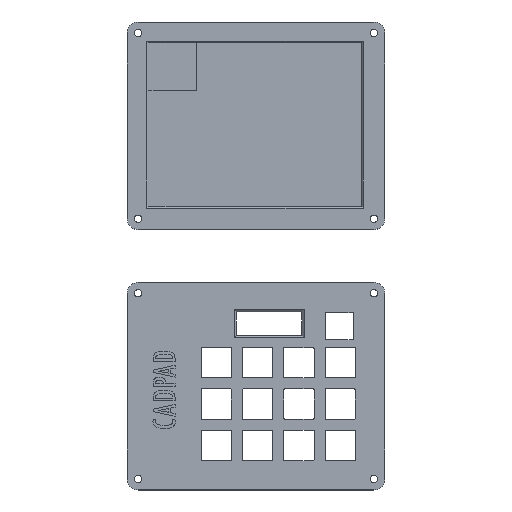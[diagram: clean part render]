
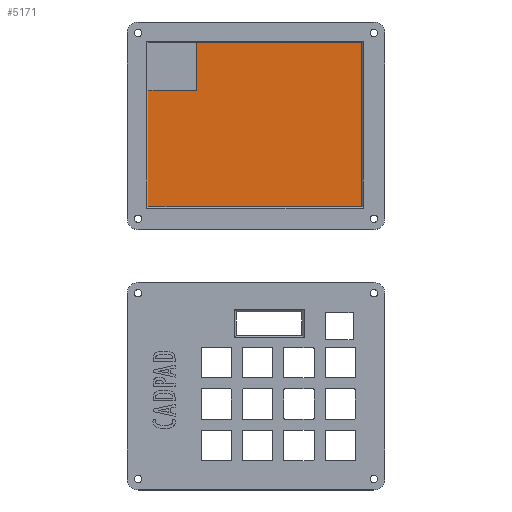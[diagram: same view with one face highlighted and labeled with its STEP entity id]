
A CAD part, top view. The second image highlights one B-rep face of the part: STEP entity #5171.
In plain terms, the highlighted planar face has unit normal (0, 0, 1).
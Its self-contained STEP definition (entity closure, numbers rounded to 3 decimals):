
#668=FACE_OUTER_BOUND('',#1000,.T.);
#1000=EDGE_LOOP('',(#4643,#4644,#4645,#4646,#4647,#4648));
#1503=LINE('',#8897,#2014);
#1508=LINE('',#8906,#2019);
#1513=LINE('',#8918,#2024);
#1515=LINE('',#8921,#2026);
#1516=LINE('',#8923,#2027);
#1517=LINE('',#8924,#2028);
#2014=VECTOR('',#6718,10.);
#2019=VECTOR('',#6725,10.);
#2024=VECTOR('',#6736,10.);
#2026=VECTOR('',#6740,10.);
#2027=VECTOR('',#6741,10.);
#2028=VECTOR('',#6742,10.);
#2518=VERTEX_POINT('',#8894);
#2519=VERTEX_POINT('',#8896);
#2522=VERTEX_POINT('',#8904);
#2525=VERTEX_POINT('',#8915);
#2526=VERTEX_POINT('',#8917);
#2527=VERTEX_POINT('',#8922);
#3233=EDGE_CURVE('',#2518,#2519,#1503,.T.);
#3238=EDGE_CURVE('',#2522,#2518,#1508,.T.);
#3243=EDGE_CURVE('',#2526,#2525,#1513,.T.);
#3245=EDGE_CURVE('',#2525,#2519,#1515,.T.);
#3246=EDGE_CURVE('',#2527,#2522,#1516,.T.);
#3247=EDGE_CURVE('',#2526,#2527,#1517,.T.);
#4643=ORIENTED_EDGE('',*,*,#3243,.T.);
#4644=ORIENTED_EDGE('',*,*,#3245,.T.);
#4645=ORIENTED_EDGE('',*,*,#3233,.F.);
#4646=ORIENTED_EDGE('',*,*,#3238,.F.);
#4647=ORIENTED_EDGE('',*,*,#3246,.F.);
#4648=ORIENTED_EDGE('',*,*,#3247,.F.);
#4910=PLANE('',#5544);
#5171=ADVANCED_FACE('',(#668),#4910,.T.);
#5544=AXIS2_PLACEMENT_3D('',#8920,#6738,#6739);
#6718=DIRECTION('',(0.,1.,0.));
#6725=DIRECTION('',(-1.,0.,0.));
#6736=DIRECTION('',(0.,-1.,0.));
#6738=DIRECTION('center_axis',(0.,0.,1.));
#6739=DIRECTION('ref_axis',(1.,0.,0.));
#6740=DIRECTION('',(-1.,0.,0.));
#6741=DIRECTION('',(0.,-1.,0.));
#6742=DIRECTION('',(1.,0.,0.));
#8894=CARTESIAN_POINT('',(-150.,-75.7,5.5));
#8896=CARTESIAN_POINT('',(-150.,-22.,5.5));
#8897=CARTESIAN_POINT('',(-150.,-56.775,5.5));
#8904=CARTESIAN_POINT('',(-51.36,-75.7,5.5));
#8906=CARTESIAN_POINT('',(-76.02,-75.7,5.5));
#8915=CARTESIAN_POINT('',(-127.448,-22.,5.5));
#8917=CARTESIAN_POINT('',(-127.448,0.,5.5));
#8918=CARTESIAN_POINT('',(-127.448,-29.925,5.5));
#8920=CARTESIAN_POINT('Origin',(-100.68,-37.85,5.5));
#8921=CARTESIAN_POINT('',(-125.34,-22.,5.5));
#8922=CARTESIAN_POINT('',(-51.36,0.,5.5));
#8923=CARTESIAN_POINT('',(-51.36,-18.925,5.5));
#8924=CARTESIAN_POINT('',(-125.34,0.,5.5));
